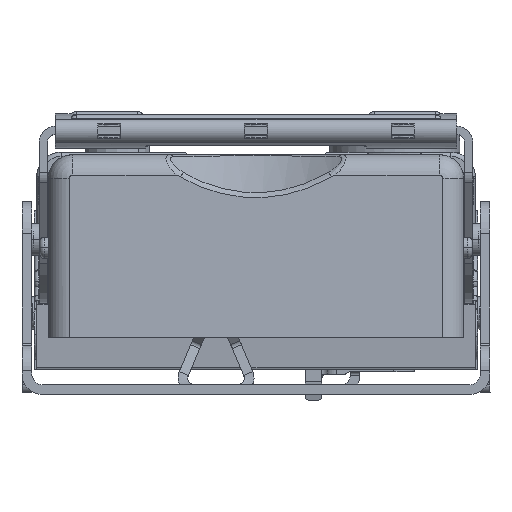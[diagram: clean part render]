
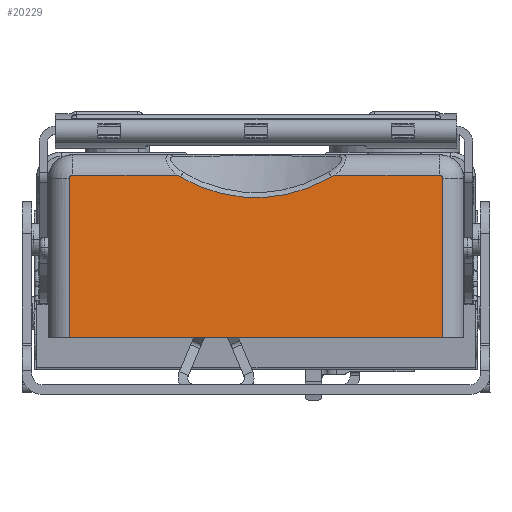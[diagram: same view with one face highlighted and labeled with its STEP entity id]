
A CAD part, front view. The second image highlights one B-rep face of the part: STEP entity #20229.
In plain terms, the highlighted planar face has unit normal (0, -0.999, 0.035).
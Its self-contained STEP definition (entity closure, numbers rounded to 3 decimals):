
#2982=DIRECTION('',(-1.,0.,0.));
#2983=VECTOR('',#2982,12.741);
#2984=CARTESIAN_POINT('',(-38.959,-221.833,
-2.814));
#2985=LINE('',#2984,#2983);
#3029=DIRECTION('',(-1.,0.,0.));
#3030=VECTOR('',#3029,45.765);
#3031=CARTESIAN_POINT('',(-6.317,-222.528,
-22.7));
#3032=LINE('',#3031,#3030);
#3033=CARTESIAN_POINT('',(-51.7,-221.847,
-3.196));
#3034=DIRECTION('',(0.,0.999,-0.035));
#3035=DIRECTION('',(-1.,0.,0.));
#3036=AXIS2_PLACEMENT_3D('',#3033,#3034,#3035);
#3038=CARTESIAN_POINT('',(-38.959,-221.833,
-2.814));
#3039=CARTESIAN_POINT('',(-38.906,-221.833,
-2.814));
#3040=CARTESIAN_POINT('',(-38.797,-221.834,
-2.838));
#3041=CARTESIAN_POINT('',(-38.624,-221.837,
-2.907));
#3042=CARTESIAN_POINT('',(-38.504,-221.838,
-2.971));
#3043=CARTESIAN_POINT('',(-38.442,-221.84,
-3.007));
#3045=CARTESIAN_POINT('',(-6.7,-221.847,
-3.196));
#3046=DIRECTION('',(0.,0.999,-0.035));
#3047=DIRECTION('',(0.,0.035,0.999));
#3048=AXIS2_PLACEMENT_3D('',#3045,#3046,#3047);
#6512=DIRECTION('',(-1.,0.,0.));
#6513=VECTOR('',#6512,12.741);
#6514=CARTESIAN_POINT('',(-6.7,-221.833,
-2.814));
#6515=LINE('',#6514,#6513);
#6558=CARTESIAN_POINT('',(-19.441,-221.833,
-2.814));
#6559=CARTESIAN_POINT('',(-19.493,-221.833,
-2.814));
#6560=CARTESIAN_POINT('',(-19.601,-221.834,
-2.837));
#6561=CARTESIAN_POINT('',(-19.775,-221.837,
-2.907));
#6562=CARTESIAN_POINT('',(-19.895,-221.838,
-2.971));
#6563=CARTESIAN_POINT('',(-19.958,-221.84,
-3.007));
#6727=CARTESIAN_POINT('',(-19.958,-221.84,
-3.007));
#6728=CARTESIAN_POINT('',(-20.929,-221.86,
-3.576));
#6729=CARTESIAN_POINT('',(-22.915,-221.893,
-4.511));
#6730=CARTESIAN_POINT('',(-25.852,-221.921,
-5.341));
#6731=CARTESIAN_POINT('',(-29.162,-221.933,
-5.676));
#6732=CARTESIAN_POINT('',(-32.506,-221.922,
-5.351));
#6733=CARTESIAN_POINT('',(-35.452,-221.893,
-4.525));
#6734=CARTESIAN_POINT('',(-37.46,-221.86,
-3.583));
#6735=CARTESIAN_POINT('',(-38.442,-221.84,
-3.007));
#6759=DIRECTION('',(0.,0.035,0.999));
#6760=VECTOR('',#6759,19.517);
#6761=CARTESIAN_POINT('',(-6.317,-222.528,
-22.7));
#6762=LINE('',#6761,#6760);
#9622=DIRECTION('',(0.,-0.035,-0.999));
#9623=VECTOR('',#9622,19.516);
#9624=CARTESIAN_POINT('',(-52.082,-221.847,
-3.196));
#9625=LINE('',#9624,#9623);
#12140=CARTESIAN_POINT('',(-51.7,-221.833,
-2.814));
#12141=VERTEX_POINT('',#12140);
#12142=CARTESIAN_POINT('',(-52.082,-221.847,
-3.196));
#12143=VERTEX_POINT('',#12142);
#12144=CARTESIAN_POINT('',(-38.959,-221.833,
-2.814));
#12145=VERTEX_POINT('',#12144);
#12146=CARTESIAN_POINT('',(-6.317,-222.528,
-22.7));
#12147=CARTESIAN_POINT('',(-52.082,-222.528,
-22.7));
#12148=VERTEX_POINT('',#12146);
#12149=VERTEX_POINT('',#12147);
#12150=VERTEX_POINT('',#3043);
#12151=VERTEX_POINT('',#6727);
#12152=VERTEX_POINT('',#6558);
#12153=CARTESIAN_POINT('',(-6.7,-221.833,
-2.814));
#12154=VERTEX_POINT('',#12153);
#12155=CARTESIAN_POINT('',(-6.318,-221.846,
-3.194));
#12156=VERTEX_POINT('',#12155);
#20204=CARTESIAN_POINT('',(-4.112,-222.408,
-19.285));
#20205=DIRECTION('',(0.,-0.999,0.035));
#20206=DIRECTION('',(1.,0.,0.));
#20207=AXIS2_PLACEMENT_3D('',#20204,#20205,#20206);
#20208=PLANE('',#20207);
#20210=ORIENTED_EDGE('',*,*,#20209,.T.);
#20212=ORIENTED_EDGE('',*,*,#20211,.F.);
#20213=ORIENTED_EDGE('',*,*,#20159,.T.);
#20214=ORIENTED_EDGE('',*,*,#20183,.F.);
#20216=ORIENTED_EDGE('',*,*,#20215,.T.);
#20218=ORIENTED_EDGE('',*,*,#20217,.F.);
#20220=ORIENTED_EDGE('',*,*,#20219,.F.);
#20222=ORIENTED_EDGE('',*,*,#20221,.F.);
#20224=ORIENTED_EDGE('',*,*,#20223,.T.);
#20226=ORIENTED_EDGE('',*,*,#20225,.F.);
#20227=EDGE_LOOP('',(#20210,#20212,#20213,#20214,#20216,#20218,#20220,#20222,
#20224,#20226));
#20228=FACE_OUTER_BOUND('',#20227,.F.);
#20229=ADVANCED_FACE('',(#20228),#20208,.T.);
#3037=CIRCLE('',#3036,0.382);
#3044=B_SPLINE_CURVE_WITH_KNOTS('',3,(#3038,#3039,#3040,#3041,#3042,#3043),
.UNSPECIFIED.,.F.,.F.,(4,1,1,4),(0.,0.333,0.667,1.),
.UNSPECIFIED.);
#3049=CIRCLE('',#3048,0.382);
#6564=B_SPLINE_CURVE_WITH_KNOTS('',3,(#6558,#6559,#6560,#6561,#6562,#6563),
.UNSPECIFIED.,.F.,.F.,(4,1,1,4),(0.,0.333,0.667,1.),
.UNSPECIFIED.);
#6736=B_SPLINE_CURVE_WITH_KNOTS('',3,(#6727,#6728,#6729,#6730,#6731,#6732,#6733,
#6734,#6735),.UNSPECIFIED.,.F.,.F.,(4,1,1,1,1,1,4),(0.,0.167,
0.333,0.5,0.667,0.833,1.),
.UNSPECIFIED.);
#20159=EDGE_CURVE('',#12143,#12141,#3037,.T.);
#20183=EDGE_CURVE('',#12145,#12141,#2985,.T.);
#20209=EDGE_CURVE('',#12148,#12149,#3032,.T.);
#20211=EDGE_CURVE('',#12143,#12149,#9625,.T.);
#20215=EDGE_CURVE('',#12145,#12150,#3044,.T.);
#20217=EDGE_CURVE('',#12151,#12150,#6736,.T.);
#20219=EDGE_CURVE('',#12152,#12151,#6564,.T.);
#20221=EDGE_CURVE('',#12154,#12152,#6515,.T.);
#20223=EDGE_CURVE('',#12154,#12156,#3049,.T.);
#20225=EDGE_CURVE('',#12148,#12156,#6762,.T.);
